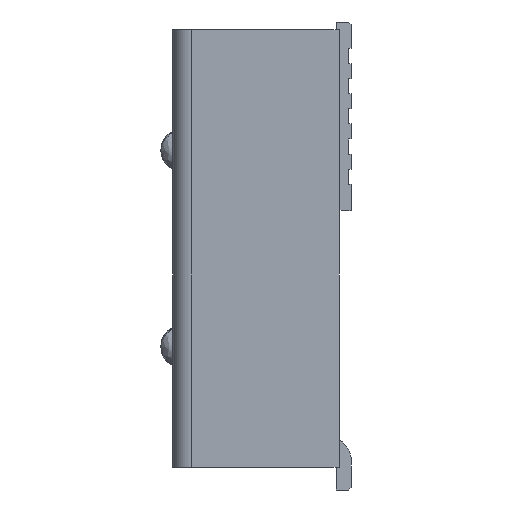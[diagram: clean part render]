
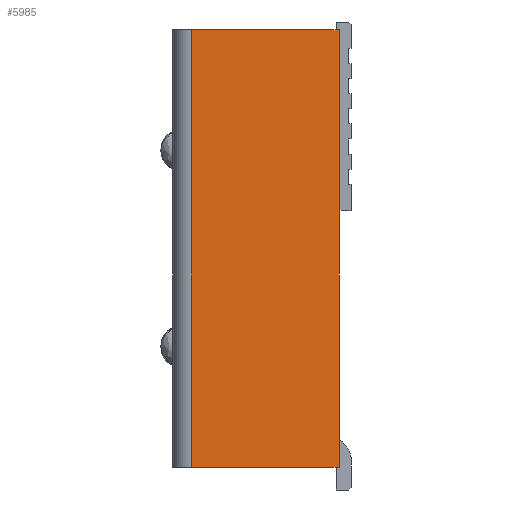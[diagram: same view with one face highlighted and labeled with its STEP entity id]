
A CAD part, left-side view. The second image highlights one B-rep face of the part: STEP entity #5985.
In plain terms, the highlighted free-form (B-spline) face has degree [1, 1] with [2, 2] control points.
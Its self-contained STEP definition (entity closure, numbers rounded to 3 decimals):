
#5573=CARTESIAN_POINT('',(-41.85,-2.4,29.0));
#5574=VERTEX_POINT('',#5573);
#5588=CARTESIAN_POINT('',(-41.85,-22.0,29.0));
#5589=VERTEX_POINT('',#5588);
#5590=CARTESIAN_POINT('',(-41.85,-2.4,29.0));
#5591=CARTESIAN_POINT('',(-41.85,-22.0,29.0));
#5592=QUASI_UNIFORM_CURVE('',1,(#5590,#5591),.UNSPECIFIED.,.F.,.U.);
#5593=EDGE_CURVE('',#5574,#5589,#5592,.T.);
#5777=CARTESIAN_POINT('',(-41.85,-22.0,-29.0));
#5778=VERTEX_POINT('',#5777);
#5784=CARTESIAN_POINT('',(-41.85,-2.4,-29.0));
#5785=VERTEX_POINT('',#5784);
#5786=CARTESIAN_POINT('',(-41.85,-2.4,-29.0));
#5787=CARTESIAN_POINT('',(-41.85,-22.0,-29.0));
#5788=QUASI_UNIFORM_CURVE('',1,(#5786,#5787),.UNSPECIFIED.,.F.,.U.);
#5789=EDGE_CURVE('',#5785,#5778,#5788,.T.);
#5960=CARTESIAN_POINT('',(-41.85,-22.0,-29.0));
#5961=CARTESIAN_POINT('',(-41.85,-22.0,29.0));
#5962=QUASI_UNIFORM_CURVE('',1,(#5960,#5961),.UNSPECIFIED.,.F.,.U.);
#5963=EDGE_CURVE('',#5778,#5589,#5962,.T.);
#5970=CARTESIAN_POINT('',(-41.85,-22.979,-31.897));
#5971=CARTESIAN_POINT('',(-41.85,-22.979,31.897));
#5972=CARTESIAN_POINT('',(-41.85,-1.421,-31.897));
#5973=CARTESIAN_POINT('',(-41.85,-1.421,31.897));
#5974=B_SPLINE_SURFACE_WITH_KNOTS('',1,1,((#5970,#5972),(#5971,#5973)),.UNSPECIFIED.,.F.,.F.,.U.,(2,2),(2,2),(0.0,63.794),(0.0,21.558),.UNSPECIFIED.);
#5975=ORIENTED_EDGE('',*,*,#5593,.F.);
#5976=CARTESIAN_POINT('',(-41.85,-2.4,-29.0));
#5977=CARTESIAN_POINT('',(-41.85,-2.4,29.0));
#5978=QUASI_UNIFORM_CURVE('',1,(#5976,#5977),.UNSPECIFIED.,.F.,.U.);
#5979=EDGE_CURVE('',#5785,#5574,#5978,.T.);
#5980=ORIENTED_EDGE('',*,*,#5979,.F.);
#5981=ORIENTED_EDGE('',*,*,#5789,.T.);
#5982=ORIENTED_EDGE('',*,*,#5963,.T.);
#5983=EDGE_LOOP('',(#5975,#5980,#5981,#5982));
#5984=FACE_OUTER_BOUND('',#5983,.T.);
#5985=ADVANCED_FACE('',(#5984),#5974,.T.);
